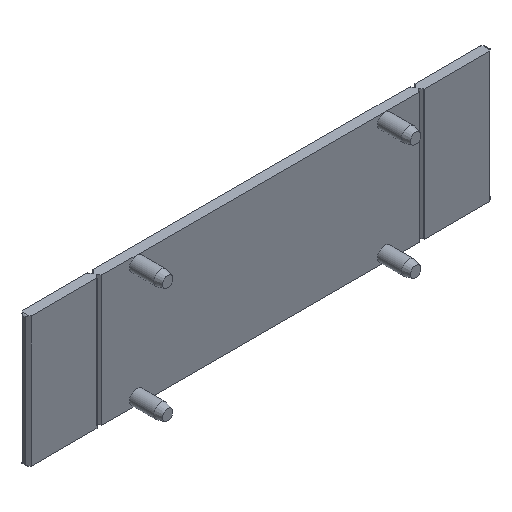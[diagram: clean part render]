
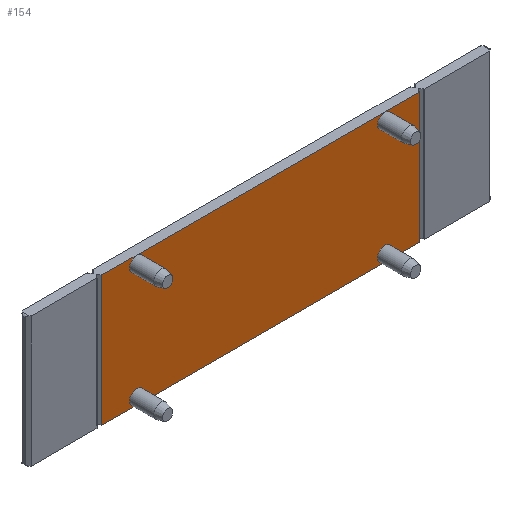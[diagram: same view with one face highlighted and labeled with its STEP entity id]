
A CAD part, isometric view. The second image highlights one B-rep face of the part: STEP entity #154.
In plain terms, the highlighted planar face has unit normal (0, -1, 0).
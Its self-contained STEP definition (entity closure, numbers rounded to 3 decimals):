
#154=ADVANCED_FACE('',(#410,#411,#412,#413,#414),#200,.T.);
#200=PLANE('',#906);
#234=LINE('',#1199,#322);
#235=LINE('',#1202,#323);
#236=LINE('',#1204,#324);
#237=LINE('',#1206,#325);
#322=VECTOR('',#978,1.);
#323=VECTOR('',#979,1.);
#324=VECTOR('',#980,1.);
#325=VECTOR('',#981,1.);
#410=FACE_BOUND('',#431,.T.);
#411=FACE_BOUND('',#432,.T.);
#412=FACE_BOUND('',#433,.T.);
#413=FACE_BOUND('',#434,.T.);
#414=FACE_BOUND('',#435,.T.);
#431=EDGE_LOOP('',(#489));
#432=EDGE_LOOP('',(#490));
#433=EDGE_LOOP('',(#491));
#434=EDGE_LOOP('',(#492));
#435=EDGE_LOOP('',(#493,#494,#495,#496));
#489=ORIENTED_EDGE('',*,*,#781,.F.);
#490=ORIENTED_EDGE('',*,*,#782,.F.);
#491=ORIENTED_EDGE('',*,*,#783,.F.);
#492=ORIENTED_EDGE('',*,*,#784,.F.);
#493=ORIENTED_EDGE('',*,*,#785,.T.);
#494=ORIENTED_EDGE('',*,*,#786,.T.);
#495=ORIENTED_EDGE('',*,*,#787,.F.);
#496=ORIENTED_EDGE('',*,*,#788,.T.);
#705=VERTEX_POINT('',#1192);
#706=VERTEX_POINT('',#1194);
#707=VERTEX_POINT('',#1196);
#708=VERTEX_POINT('',#1198);
#709=VERTEX_POINT('',#1200);
#710=VERTEX_POINT('',#1201);
#711=VERTEX_POINT('',#1203);
#712=VERTEX_POINT('',#1205);
#781=EDGE_CURVE('',#705,#705,#889,.T.);
#782=EDGE_CURVE('',#706,#706,#890,.T.);
#783=EDGE_CURVE('',#707,#707,#891,.T.);
#784=EDGE_CURVE('',#708,#708,#892,.T.);
#785=EDGE_CURVE('',#709,#710,#234,.T.);
#786=EDGE_CURVE('',#710,#711,#235,.T.);
#787=EDGE_CURVE('',#712,#711,#236,.T.);
#788=EDGE_CURVE('',#712,#709,#237,.T.);
#889=CIRCLE('',#902,1.15);
#890=CIRCLE('',#903,1.15);
#891=CIRCLE('',#904,1.15);
#892=CIRCLE('',#905,1.15);
#902=AXIS2_PLACEMENT_3D('',#1191,#970,#971);
#903=AXIS2_PLACEMENT_3D('',#1193,#972,#973);
#904=AXIS2_PLACEMENT_3D('',#1195,#974,#975);
#905=AXIS2_PLACEMENT_3D('',#1197,#976,#977);
#906=AXIS2_PLACEMENT_3D('',#1207,#982,#983);
#970=DIRECTION('',(0.,-1.,0.));
#971=DIRECTION('',(0.,0.,-1.));
#972=DIRECTION('',(0.,-1.,0.));
#973=DIRECTION('',(0.,0.,-1.));
#974=DIRECTION('',(0.,-1.,0.));
#975=DIRECTION('',(0.,0.,-1.));
#976=DIRECTION('',(0.,-1.,0.));
#977=DIRECTION('',(0.,0.,-1.));
#978=DIRECTION('',(0.,0.,1.));
#979=DIRECTION('',(-1.,0.,0.));
#980=DIRECTION('',(0.,0.,1.));
#981=DIRECTION('',(1.,0.,0.));
#982=DIRECTION('',(0.,-1.,0.));
#983=DIRECTION('',(0.,0.,-1.));
#1191=CARTESIAN_POINT('',(-20.,69.,48.3));
#1192=CARTESIAN_POINT('',(-20.,69.,47.15));
#1193=CARTESIAN_POINT('',(-20.,69.,29.7));
#1194=CARTESIAN_POINT('',(-20.,69.,28.55));
#1195=CARTESIAN_POINT('',(20.,69.,48.3));
#1196=CARTESIAN_POINT('',(20.,69.,47.15));
#1197=CARTESIAN_POINT('',(20.,69.,29.7));
#1198=CARTESIAN_POINT('',(20.,69.,28.55));
#1199=CARTESIAN_POINT('',(25.6,69.,28.5));
#1200=CARTESIAN_POINT('',(25.6,69.,28.5));
#1201=CARTESIAN_POINT('',(25.6,69.,49.5));
#1202=CARTESIAN_POINT('',(0.,69.,49.5));
#1203=CARTESIAN_POINT('',(-25.6,69.,49.5));
#1204=CARTESIAN_POINT('',(-25.6,69.,28.5));
#1205=CARTESIAN_POINT('',(-25.6,69.,28.5));
#1206=CARTESIAN_POINT('',(0.,69.,28.5));
#1207=CARTESIAN_POINT('',(0.,69.,28.5));
